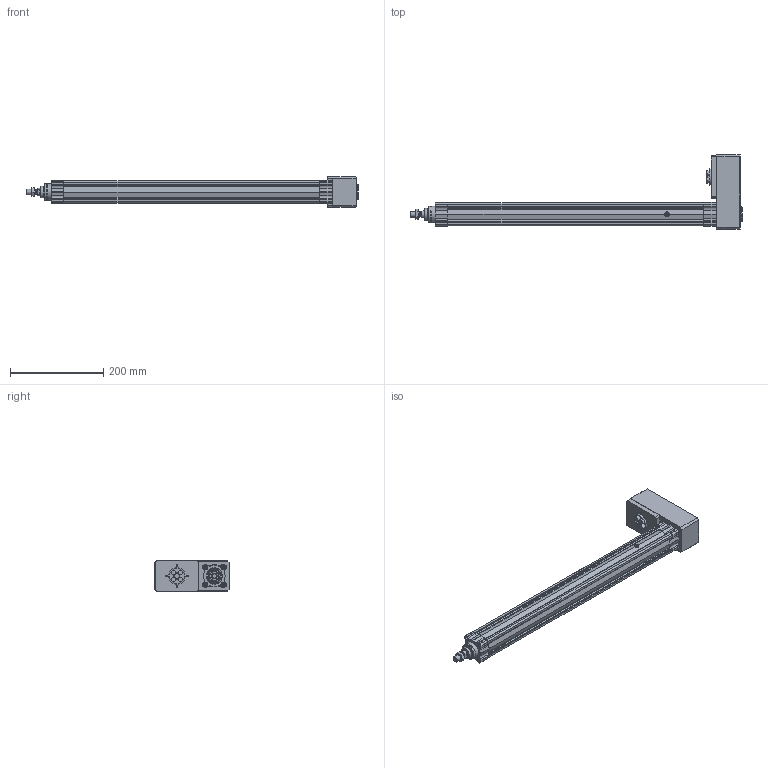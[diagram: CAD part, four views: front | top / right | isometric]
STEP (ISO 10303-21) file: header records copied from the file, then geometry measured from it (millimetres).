
FILE_DESCRIPTION( ( 'STEP AP214' ), '1' );
FILE_NAME( '18A.B.B.0450.A.0000(0).stp', '2020-10-23T12:12:04', ( 'License CC BY-ND 4.0' ), ( 'CADENAS' ), ' ', 'PARTsolutions', ' ' );
FILE_SCHEMA( ( 'AUTOMOTIVE_DESIGN { 1 0 10303 214 1 1 1 1 }' ) );
Length unit declared in the file: millimetre
Products named in the file (8): 18A.B.B.0450.A.0000(0); _1840-103-450; _1840-102; _CPP32-013; _RINVIO-40; _1840-101; _stelo-40( 450); _1320.40.18F
Assembly tree (14 placements, depth 2):
  18A.B.B.0450.A.0000(0)
    _1840-103-450
    _1840-102
    _CPP32-013  x8
    _RINVIO-40
    _1840-101
    _stelo-40( 450)
    _1320.40.18F
Bounding box: 710.7 x 159.5 x 66 mm (x, y, z)
Volume: 1452960.8 mm3; surface area: 343814.1 mm2
Topology: 14 solids, 15 shells, 642 faces, 1551 edges, 991 vertices
Faces by surface type: plane 347, cylinder 184, cone 99, torus 12
Full cylindrical faces by diameter (mm): 3.242 x4, 4.134 x1, 4.917 x12, 6 x12, 6.4 x8, 8 x1, 9 x1, 10 x11, 10.5 x10, 10.647 x1, 12 x2, 16 x1, 22 x1, 24.524 x2, 25 x3, 26 x1, 30 x1, 31 x1, 32 x1, 32.2 x1, 32.5 x2, 34.7 x1, 35 x4, 40 x2
Entity records: 17421 total; most frequent: CARTESIAN_POINT 2456, DIRECTION 2375, ORIENTED_EDGE 2056, EDGE_CURVE 1028, AXIS2_PLACEMENT_3D 888, VERTEX_POINT 745, EDGE_LOOP 661, LINE 599
